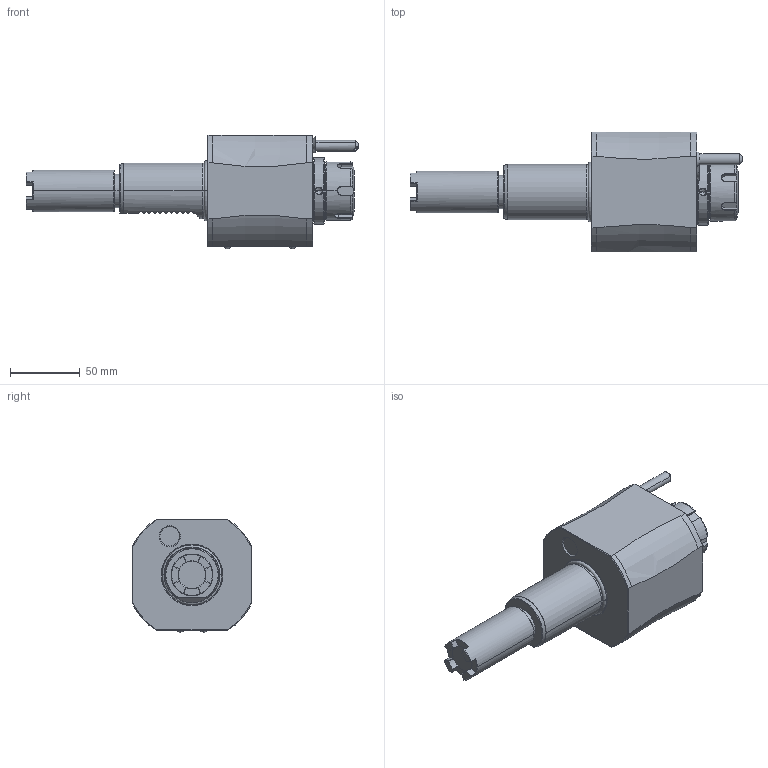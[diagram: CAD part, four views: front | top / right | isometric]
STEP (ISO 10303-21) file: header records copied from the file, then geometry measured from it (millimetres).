
FILE_DESCRIPTION((''),'2;1');
FILE_NAME('NGT1_40_151_25_1C','2017-03-10T',('vali'),('NOVA GRUP'),'PRO/ENGINEER BY PARAMETRIC TECHNOLOGY CORPORATION, 2010280','PRO/ENGINEER BY PARAMETRIC TECHNOLOGY CORPORATION, 2010280','');
FILE_SCHEMA(('CONFIG_CONTROL_DESIGN'));
Length unit declared in the file: millimetre
Products named in the file (1): NGT1_40_151_25_1C
Bounding box: 238.59 x 86 x 81.6 mm (x, y, z)
Volume: 633898.6 mm3; surface area: 57968.8 mm2
Topology: 1 solids, 1 shells, 320 faces, 803 edges, 490 vertices
Faces by surface type: plane 133, cylinder 66, cone 55, bspline 40, torus 20, sphere 6
Entity records: 13700 total; most frequent: CARTESIAN_POINT 6560, ORIENTED_EDGE 1582, DIRECTION 1297, EDGE_CURVE 791, VERTEX_POINT 490, AXIS2_PLACEMENT_3D 472, VECTOR 353, LINE 353
